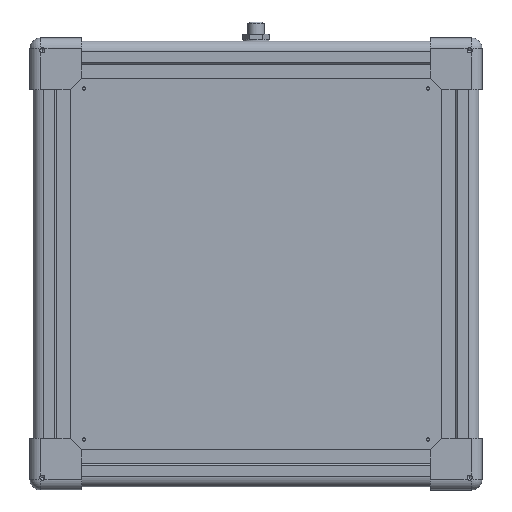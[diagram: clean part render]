
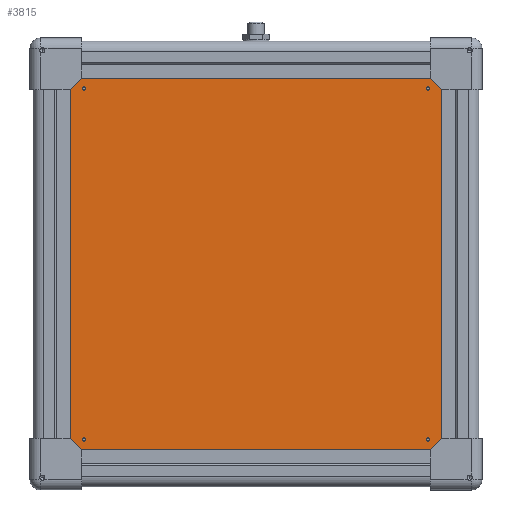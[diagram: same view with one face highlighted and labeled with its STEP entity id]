
A CAD part, front view. The second image highlights one B-rep face of the part: STEP entity #3815.
In plain terms, the highlighted planar face has unit normal (0, -1, 0).
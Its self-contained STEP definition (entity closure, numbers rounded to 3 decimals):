
#887 = ORIENTED_EDGE ( 'NONE', *, *, #31958, .F. ) ;
#893 = EDGE_CURVE ( 'NONE', #22452, #18823, #3125, .T. ) ;
#1026 = EDGE_CURVE ( 'NONE', #9320, #20931, #9094, .T. ) ;
#1721 = AXIS2_PLACEMENT_3D ( 'NONE', #14504, #34749, #20458 ) ;
#1857 = CARTESIAN_POINT ( 'NONE',  ( 183.8, 0., -15.5 ) ) ;
#2016 = CIRCLE ( 'NONE', #34993, 0.8 ) ;
#2076 = CARTESIAN_POINT ( 'NONE',  ( 17.2, 0., -16.3 ) ) ;
#2718 = CARTESIAN_POINT ( 'NONE',  ( 183.8, 0., -184.7 ) ) ;
#2791 = EDGE_CURVE ( 'NONE', #18892, #4353, #2016, .T. ) ;
#2928 = CARTESIAN_POINT ( 'NONE',  ( 183.8, 0., -15.5 ) ) ;
#2952 = ORIENTED_EDGE ( 'NONE', *, *, #36503, .T. ) ;
#2983 = ORIENTED_EDGE ( 'NONE', *, *, #31069, .F. ) ;
#3125 = CIRCLE ( 'NONE', #19508, 0.8 ) ;
#3433 = ORIENTED_EDGE ( 'NONE', *, *, #10586, .T. ) ;
#3815 = ADVANCED_FACE ( 'NONE', ( #8885, #22821, #13061, #27887, #21849 ), #16062, .T. ) ;
#3818 = CARTESIAN_POINT ( 'NONE',  ( 201., 0., 0. ) ) ;
#4353 = VERTEX_POINT ( 'NONE', #18027 ) ;
#5413 = CARTESIAN_POINT ( 'NONE',  ( 17.2, 0., -14.7 ) ) ;
#5855 = DIRECTION ( 'NONE',  ( 0., 1., 0. ) ) ;
#5936 = ORIENTED_EDGE ( 'NONE', *, *, #2791, .T. ) ;
#6393 = ORIENTED_EDGE ( 'NONE', *, *, #1026, .T. ) ;
#6965 = AXIS2_PLACEMENT_3D ( 'NONE', #32706, #14929, #26195 ) ;
#7081 = EDGE_CURVE ( 'NONE', #18823, #22452, #35767, .T. ) ;
#7735 = VERTEX_POINT ( 'NONE', #35753 ) ;
#7991 = VERTEX_POINT ( 'NONE', #31064 ) ;
#8777 = VECTOR ( 'NONE', #22938, 1000. ) ;
#8795 = CARTESIAN_POINT ( 'NONE',  ( 17.2, 0., -185.5 ) ) ;
#8885 = FACE_BOUND ( 'NONE', #23590, .T. ) ;
#9094 = CIRCLE ( 'NONE', #20766, 0.8 ) ;
#9320 = VERTEX_POINT ( 'NONE', #14779 ) ;
#9782 = EDGE_LOOP ( 'NONE', ( #27667, #21763 ) ) ;
#10515 = EDGE_LOOP ( 'NONE', ( #2952, #6393 ) ) ;
#10586 = EDGE_CURVE ( 'NONE', #13875, #7735, #22473, .T. ) ;
#10965 = EDGE_CURVE ( 'NONE', #19515, #27661, #35017, .T. ) ;
#12746 = DIRECTION ( 'NONE',  ( 0., 0., -1. ) ) ;
#13061 = FACE_BOUND ( 'NONE', #10515, .T. ) ;
#13856 = CARTESIAN_POINT ( 'NONE',  ( 0., 0., 0. ) ) ;
#13875 = VERTEX_POINT ( 'NONE', #14954 ) ;
#14043 = CARTESIAN_POINT ( 'NONE',  ( 0., 0., -201. ) ) ;
#14134 = DIRECTION ( 'NONE',  ( 0., 1., 0. ) ) ;
#14467 = AXIS2_PLACEMENT_3D ( 'NONE', #29817, #5855, #32466 ) ;
#14481 = EDGE_LOOP ( 'NONE', ( #14703, #36154, #2983, #887 ) ) ;
#14504 = CARTESIAN_POINT ( 'NONE',  ( 183.8, 0., -185.5 ) ) ;
#14660 = DIRECTION ( 'NONE',  ( 0., 0., 1. ) ) ;
#14703 = ORIENTED_EDGE ( 'NONE', *, *, #10965, .F. ) ;
#14779 = CARTESIAN_POINT ( 'NONE',  ( 17.2, 0., -186.3 ) ) ;
#14929 = DIRECTION ( 'NONE',  ( 0., 1., 0. ) ) ;
#14954 = CARTESIAN_POINT ( 'NONE',  ( 183.8, 0., -14.7 ) ) ;
#15047 = VECTOR ( 'NONE', #15914, 1000. ) ;
#15914 = DIRECTION ( 'NONE',  ( 0., 0., 1. ) ) ;
#16062 = PLANE ( 'NONE',  #36474 ) ;
#16303 = CIRCLE ( 'NONE', #6965, 0.8 ) ;
#16795 = VERTEX_POINT ( 'NONE', #23218 ) ;
#18027 = CARTESIAN_POINT ( 'NONE',  ( 183.8, 0., -186.3 ) ) ;
#18530 = DIRECTION ( 'NONE',  ( 0., 0., 1. ) ) ;
#18823 = VERTEX_POINT ( 'NONE', #5413 ) ;
#18892 = VERTEX_POINT ( 'NONE', #2718 ) ;
#19050 = DIRECTION ( 'NONE',  ( 0., -1., 0. ) ) ;
#19300 = CARTESIAN_POINT ( 'NONE',  ( 0., 0., -201. ) ) ;
#19456 = DIRECTION ( 'NONE',  ( 0., 0., 1. ) ) ;
#19508 = AXIS2_PLACEMENT_3D ( 'NONE', #23221, #35039, #14660 ) ;
#19515 = VERTEX_POINT ( 'NONE', #14043 ) ;
#20078 = CARTESIAN_POINT ( 'NONE',  ( 183.8, 0., -185.5 ) ) ;
#20375 = ORIENTED_EDGE ( 'NONE', *, *, #26801, .T. ) ;
#20458 = DIRECTION ( 'NONE',  ( 0., 0., 1. ) ) ;
#20766 = AXIS2_PLACEMENT_3D ( 'NONE', #8795, #36151, #18530 ) ;
#20931 = VERTEX_POINT ( 'NONE', #38209 ) ;
#20968 = CARTESIAN_POINT ( 'NONE',  ( 0., 0., 0. ) ) ;
#21763 = ORIENTED_EDGE ( 'NONE', *, *, #893, .T. ) ;
#21849 = FACE_OUTER_BOUND ( 'NONE', #14481, .T. ) ;
#22452 = VERTEX_POINT ( 'NONE', #2076 ) ;
#22473 = CIRCLE ( 'NONE', #29441, 0.8 ) ;
#22821 = FACE_BOUND ( 'NONE', #9782, .T. ) ;
#22938 = DIRECTION ( 'NONE',  ( 1., 0., 0. ) ) ;
#23218 = CARTESIAN_POINT ( 'NONE',  ( 201., 0., 0. ) ) ;
#23221 = CARTESIAN_POINT ( 'NONE',  ( 17.2, 0., -15.5 ) ) ;
#23291 = CARTESIAN_POINT ( 'NONE',  ( 0., 0., -201. ) ) ;
#23590 = EDGE_LOOP ( 'NONE', ( #3433, #20375 ) ) ;
#23857 = CIRCLE ( 'NONE', #31248, 0.8 ) ;
#24550 = LINE ( 'NONE', #13856, #8777 ) ;
#24841 = VECTOR ( 'NONE', #38030, 1000. ) ;
#24994 = DIRECTION ( 'NONE',  ( 0., 0., -1. ) ) ;
#25015 = DIRECTION ( 'NONE',  ( 0., 1., 0. ) ) ;
#25768 = DIRECTION ( 'NONE',  ( 0., 0., 1. ) ) ;
#26098 = DIRECTION ( 'NONE',  ( 0., 0., 1. ) ) ;
#26195 = DIRECTION ( 'NONE',  ( 0., 0., 1. ) ) ;
#26217 = DIRECTION ( 'NONE',  ( 0., 1., 0. ) ) ;
#26801 = EDGE_CURVE ( 'NONE', #7735, #13875, #23857, .T. ) ;
#27661 = VERTEX_POINT ( 'NONE', #20968 ) ;
#27667 = ORIENTED_EDGE ( 'NONE', *, *, #7081, .T. ) ;
#27887 = FACE_BOUND ( 'NONE', #34880, .T. ) ;
#29441 = AXIS2_PLACEMENT_3D ( 'NONE', #1857, #25015, #19456 ) ;
#29817 = CARTESIAN_POINT ( 'NONE',  ( 17.2, 0., -15.5 ) ) ;
#30511 = LINE ( 'NONE', #3818, #32412 ) ;
#31064 = CARTESIAN_POINT ( 'NONE',  ( 201., 0., -201. ) ) ;
#31069 = EDGE_CURVE ( 'NONE', #16795, #7991, #30511, .T. ) ;
#31248 = AXIS2_PLACEMENT_3D ( 'NONE', #2928, #26217, #26098 ) ;
#31958 = EDGE_CURVE ( 'NONE', #27661, #16795, #24550, .T. ) ;
#32412 = VECTOR ( 'NONE', #12746, 1000. ) ;
#32466 = DIRECTION ( 'NONE',  ( 0., 0., 1. ) ) ;
#32706 = CARTESIAN_POINT ( 'NONE',  ( 17.2, 0., -185.5 ) ) ;
#33431 = EDGE_CURVE ( 'NONE', #7991, #19515, #33701, .T. ) ;
#33445 = CARTESIAN_POINT ( 'NONE',  ( 0., 0., 0. ) ) ;
#33698 = ORIENTED_EDGE ( 'NONE', *, *, #36946, .T. ) ;
#33701 = LINE ( 'NONE', #23291, #24841 ) ;
#34749 = DIRECTION ( 'NONE',  ( 0., 1., 0. ) ) ;
#34880 = EDGE_LOOP ( 'NONE', ( #5936, #33698 ) ) ;
#34993 = AXIS2_PLACEMENT_3D ( 'NONE', #20078, #14134, #25768 ) ;
#35017 = LINE ( 'NONE', #33445, #15047 ) ;
#35039 = DIRECTION ( 'NONE',  ( 0., 1., 0. ) ) ;
#35753 = CARTESIAN_POINT ( 'NONE',  ( 183.8, 0., -16.3 ) ) ;
#35767 = CIRCLE ( 'NONE', #14467, 0.8 ) ;
#36151 = DIRECTION ( 'NONE',  ( 0., 1., 0. ) ) ;
#36154 = ORIENTED_EDGE ( 'NONE', *, *, #33431, .F. ) ;
#36474 = AXIS2_PLACEMENT_3D ( 'NONE', #19300, #19050, #24994 ) ;
#36503 = EDGE_CURVE ( 'NONE', #20931, #9320, #16303, .T. ) ;
#36946 = EDGE_CURVE ( 'NONE', #4353, #18892, #37853, .T. ) ;
#37853 = CIRCLE ( 'NONE', #1721, 0.8 ) ;
#38030 = DIRECTION ( 'NONE',  ( -1., 0., 0. ) ) ;
#38209 = CARTESIAN_POINT ( 'NONE',  ( 17.2, 0., -184.7 ) ) ;
